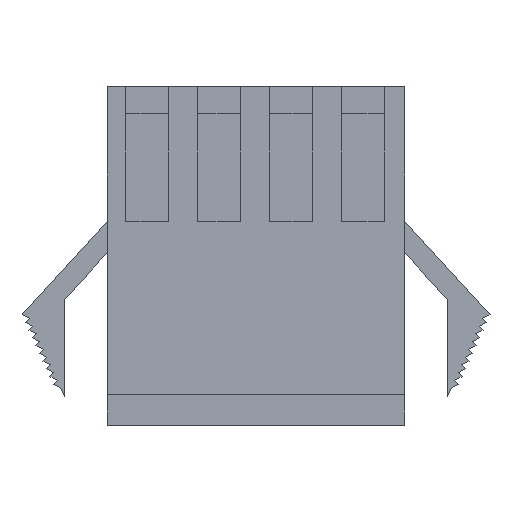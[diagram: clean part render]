
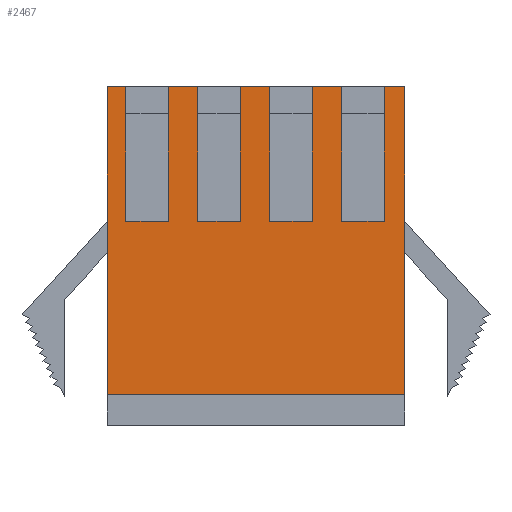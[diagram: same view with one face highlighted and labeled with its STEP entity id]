
A CAD part, front view. The second image highlights one B-rep face of the part: STEP entity #2467.
In plain terms, the highlighted planar face has unit normal (0, -1, 0).
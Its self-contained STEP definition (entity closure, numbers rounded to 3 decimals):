
#181=DIRECTION('',(1.,0.,0.));
#182=VECTOR('',#181,0.655);
#183=CARTESIAN_POINT('',(-5.25,-2.5,11.95));
#184=LINE('',#183,#182);
#205=DIRECTION('',(1.,0.,0.));
#206=VECTOR('',#205,0.725);
#207=CARTESIAN_POINT('',(4.525,-2.5,11.95));
#208=LINE('',#207,#206);
#221=DIRECTION('',(1.,0.,0.));
#222=VECTOR('',#221,1.04);
#223=CARTESIAN_POINT('',(1.985,-2.5,11.95));
#224=LINE('',#223,#222);
#237=DIRECTION('',(1.,0.,0.));
#238=VECTOR('',#237,1.04);
#239=CARTESIAN_POINT('',(-0.555,-2.5,11.95));
#240=LINE('',#239,#238);
#253=DIRECTION('',(1.,0.,0.));
#254=VECTOR('',#253,1.04);
#255=CARTESIAN_POINT('',(-3.095,-2.5,11.95));
#256=LINE('',#255,#254);
#393=DIRECTION('',(-1.,0.,0.));
#394=VECTOR('',#393,1.5);
#395=CARTESIAN_POINT('',(-3.095,-2.5,7.2));
#396=LINE('',#395,#394);
#397=DIRECTION('',(0.,0.,-1.));
#398=VECTOR('',#397,4.75);
#399=CARTESIAN_POINT('',(-3.095,-2.5,11.95));
#400=LINE('',#399,#398);
#401=DIRECTION('',(0.,0.,-1.));
#402=VECTOR('',#401,4.75);
#403=CARTESIAN_POINT('',(-2.055,-2.5,11.95));
#404=LINE('',#403,#402);
#405=DIRECTION('',(-1.,0.,0.));
#406=VECTOR('',#405,1.5);
#407=CARTESIAN_POINT('',(-0.555,-2.5,7.2));
#408=LINE('',#407,#406);
#409=DIRECTION('',(0.,0.,-1.));
#410=VECTOR('',#409,4.75);
#411=CARTESIAN_POINT('',(-0.555,-2.5,11.95));
#412=LINE('',#411,#410);
#413=DIRECTION('',(0.,0.,-1.));
#414=VECTOR('',#413,4.75);
#415=CARTESIAN_POINT('',(0.485,-2.5,11.95));
#416=LINE('',#415,#414);
#417=DIRECTION('',(-1.,0.,0.));
#418=VECTOR('',#417,1.5);
#419=CARTESIAN_POINT('',(1.985,-2.5,7.2));
#420=LINE('',#419,#418);
#421=DIRECTION('',(0.,0.,-1.));
#422=VECTOR('',#421,4.75);
#423=CARTESIAN_POINT('',(1.985,-2.5,11.95));
#424=LINE('',#423,#422);
#425=DIRECTION('',(0.,0.,-1.));
#426=VECTOR('',#425,4.75);
#427=CARTESIAN_POINT('',(3.025,-2.5,11.95));
#428=LINE('',#427,#426);
#429=DIRECTION('',(-1.,0.,0.));
#430=VECTOR('',#429,1.5);
#431=CARTESIAN_POINT('',(4.525,-2.5,7.2));
#432=LINE('',#431,#430);
#433=DIRECTION('',(0.,0.,-1.));
#434=VECTOR('',#433,4.75);
#435=CARTESIAN_POINT('',(4.525,-2.5,11.95));
#436=LINE('',#435,#434);
#437=DIRECTION('',(1.,0.,0.));
#438=VECTOR('',#437,10.5);
#439=CARTESIAN_POINT('',(-5.25,-2.5,1.08));
#440=LINE('',#439,#438);
#441=DIRECTION('',(0.,0.,1.));
#442=VECTOR('',#441,10.87);
#443=CARTESIAN_POINT('',(-5.25,-2.5,1.08));
#444=LINE('',#443,#442);
#445=DIRECTION('',(0.,0.,-1.));
#446=VECTOR('',#445,4.75);
#447=CARTESIAN_POINT('',(-4.595,-2.5,11.95));
#448=LINE('',#447,#446);
#857=DIRECTION('',(0.,0.,1.));
#858=VECTOR('',#857,10.87);
#859=CARTESIAN_POINT('',(5.25,-2.5,1.08));
#860=LINE('',#859,#858);
#1510=CARTESIAN_POINT('',(-5.25,-2.5,11.95));
#1512=VERTEX_POINT('',#1510);
#1513=CARTESIAN_POINT('',(5.25,-2.5,11.95));
#1515=VERTEX_POINT('',#1513);
#1541=CARTESIAN_POINT('',(-5.25,-2.5,1.08));
#1542=CARTESIAN_POINT('',(5.25,-2.5,1.08));
#1543=VERTEX_POINT('',#1541);
#1544=VERTEX_POINT('',#1542);
#1925=CARTESIAN_POINT('',(4.525,-2.5,7.2));
#1926=CARTESIAN_POINT('',(3.025,-2.5,7.2));
#1927=VERTEX_POINT('',#1925);
#1928=VERTEX_POINT('',#1926);
#1933=CARTESIAN_POINT('',(4.525,-2.5,11.95));
#1934=VERTEX_POINT('',#1933);
#1935=CARTESIAN_POINT('',(1.985,-2.5,7.2));
#1936=CARTESIAN_POINT('',(0.485,-2.5,7.2));
#1937=VERTEX_POINT('',#1935);
#1938=VERTEX_POINT('',#1936);
#1943=CARTESIAN_POINT('',(1.985,-2.5,11.95));
#1944=CARTESIAN_POINT('',(3.025,-2.5,11.95));
#1945=VERTEX_POINT('',#1943);
#1946=VERTEX_POINT('',#1944);
#1947=CARTESIAN_POINT('',(-0.555,-2.5,7.2));
#1948=CARTESIAN_POINT('',(-2.055,-2.5,7.2));
#1949=VERTEX_POINT('',#1947);
#1950=VERTEX_POINT('',#1948);
#1955=CARTESIAN_POINT('',(-0.555,-2.5,11.95));
#1956=CARTESIAN_POINT('',(0.485,-2.5,11.95));
#1957=VERTEX_POINT('',#1955);
#1958=VERTEX_POINT('',#1956);
#1959=CARTESIAN_POINT('',(-3.095,-2.5,7.2));
#1960=CARTESIAN_POINT('',(-4.595,-2.5,7.2));
#1961=VERTEX_POINT('',#1959);
#1962=VERTEX_POINT('',#1960);
#1967=CARTESIAN_POINT('',(-4.595,-2.5,11.95));
#1968=VERTEX_POINT('',#1967);
#1969=CARTESIAN_POINT('',(-3.095,-2.5,11.95));
#1970=CARTESIAN_POINT('',(-2.055,-2.5,11.95));
#1971=VERTEX_POINT('',#1969);
#1972=VERTEX_POINT('',#1970);
#2426=CARTESIAN_POINT('',(-5.25,-2.5,0.));
#2427=DIRECTION('',(0.,-1.,0.));
#2428=DIRECTION('',(1.,0.,0.));
#2429=AXIS2_PLACEMENT_3D('',#2426,#2427,#2428);
#2430=PLANE('',#2429);
#2432=ORIENTED_EDGE('',*,*,#2431,.F.);
#2434=ORIENTED_EDGE('',*,*,#2433,.F.);
#2435=ORIENTED_EDGE('',*,*,#2195,.T.);
#2437=ORIENTED_EDGE('',*,*,#2436,.T.);
#2439=ORIENTED_EDGE('',*,*,#2438,.F.);
#2441=ORIENTED_EDGE('',*,*,#2440,.F.);
#2442=ORIENTED_EDGE('',*,*,#2187,.T.);
#2444=ORIENTED_EDGE('',*,*,#2443,.T.);
#2446=ORIENTED_EDGE('',*,*,#2445,.F.);
#2448=ORIENTED_EDGE('',*,*,#2447,.F.);
#2449=ORIENTED_EDGE('',*,*,#2179,.T.);
#2451=ORIENTED_EDGE('',*,*,#2450,.T.);
#2452=ORIENTED_EDGE('',*,*,#2416,.F.);
#2454=ORIENTED_EDGE('',*,*,#2453,.F.);
#2455=ORIENTED_EDGE('',*,*,#2171,.T.);
#2457=ORIENTED_EDGE('',*,*,#2456,.F.);
#2459=ORIENTED_EDGE('',*,*,#2458,.F.);
#2461=ORIENTED_EDGE('',*,*,#2460,.T.);
#2462=ORIENTED_EDGE('',*,*,#2162,.T.);
#2464=ORIENTED_EDGE('',*,*,#2463,.T.);
#2465=EDGE_LOOP('',(#2432,#2434,#2435,#2437,#2439,#2441,#2442,#2444,#2446,#2448,
#2449,#2451,#2452,#2454,#2455,#2457,#2459,#2461,#2462,#2464));
#2466=FACE_OUTER_BOUND('',#2465,.F.);
#2467=ADVANCED_FACE('',(#2466),#2430,.T.);
#2162=EDGE_CURVE('',#1512,#1968,#184,.T.);
#2171=EDGE_CURVE('',#1934,#1515,#208,.T.);
#2179=EDGE_CURVE('',#1945,#1946,#224,.T.);
#2187=EDGE_CURVE('',#1957,#1958,#240,.T.);
#2195=EDGE_CURVE('',#1971,#1972,#256,.T.);
#2416=EDGE_CURVE('',#1927,#1928,#432,.T.);
#2431=EDGE_CURVE('',#1961,#1962,#396,.T.);
#2433=EDGE_CURVE('',#1971,#1961,#400,.T.);
#2436=EDGE_CURVE('',#1972,#1950,#404,.T.);
#2438=EDGE_CURVE('',#1949,#1950,#408,.T.);
#2440=EDGE_CURVE('',#1957,#1949,#412,.T.);
#2443=EDGE_CURVE('',#1958,#1938,#416,.T.);
#2445=EDGE_CURVE('',#1937,#1938,#420,.T.);
#2447=EDGE_CURVE('',#1945,#1937,#424,.T.);
#2450=EDGE_CURVE('',#1946,#1928,#428,.T.);
#2453=EDGE_CURVE('',#1934,#1927,#436,.T.);
#2456=EDGE_CURVE('',#1544,#1515,#860,.T.);
#2458=EDGE_CURVE('',#1543,#1544,#440,.T.);
#2460=EDGE_CURVE('',#1543,#1512,#444,.T.);
#2463=EDGE_CURVE('',#1968,#1962,#448,.T.);
